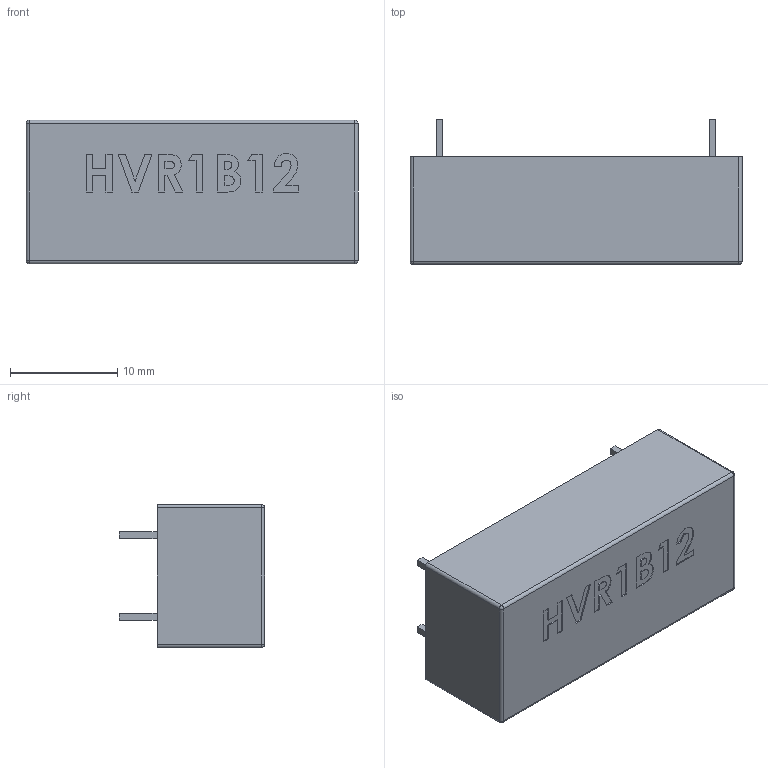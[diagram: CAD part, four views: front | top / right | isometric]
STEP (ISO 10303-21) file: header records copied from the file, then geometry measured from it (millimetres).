
FILE_DESCRIPTION (( 'STEP AP214' ), '1' );
FILE_NAME ('HVR1B12.STEP', '2025-12-03T15:09:43', ( '' ), ( '' ), 'SwSTEP 2.0', 'SolidWorks 2024', '' );
FILE_SCHEMA (( 'AUTOMOTIVE_DESIGN' ));
Length unit declared in the file: millimetre
Products named in the file (1): HVR1B12
Bounding box: 30.9 x 13.5 x 13.35 mm (x, y, z)
Volume: 4125.4 mm3; surface area: 1739.2 mm2
Topology: 1 solids, 1 shells, 125 faces, 319 edges, 206 vertices
Faces by surface type: plane 94, bspline 19, cylinder 8, sphere 4
Entity records: 4818 total; most frequent: CARTESIAN_POINT 1906, ORIENTED_EDGE 630, DIRECTION 507, EDGE_CURVE 315, LINE 261, VECTOR 261, VERTEX_POINT 206, EDGE_LOOP 139
